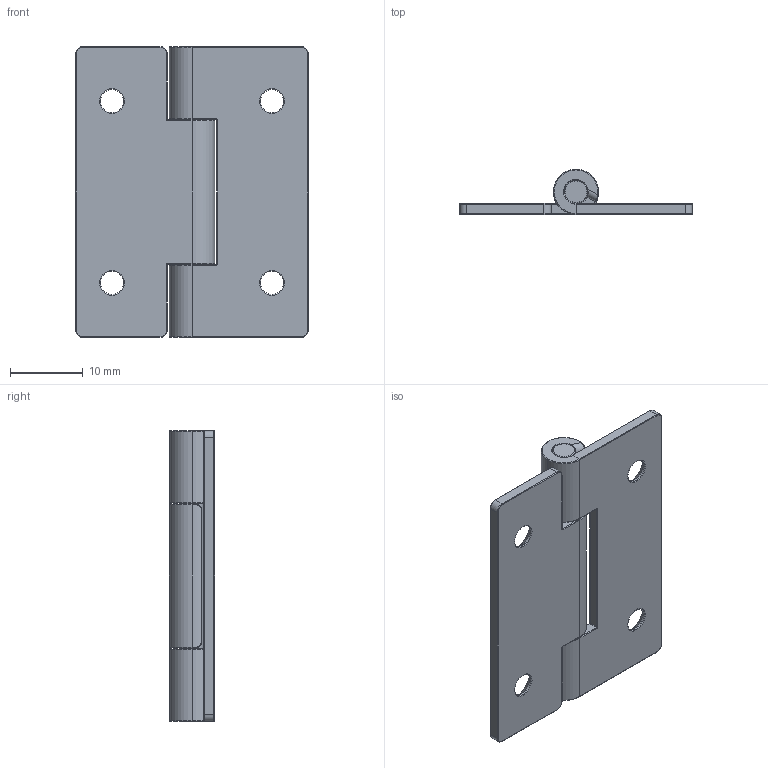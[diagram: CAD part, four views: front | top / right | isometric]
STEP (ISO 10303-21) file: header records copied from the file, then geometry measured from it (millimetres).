
FILE_DESCRIPTION (( 'STEP AP214' ), '1' );
FILE_NAME ('HGS-25332-1.STEP', '2021-03-23T08:23:57', ( '' ), ( '' ), 'SwSTEP 2.0', 'SolidWorks 2016', '' );
FILE_SCHEMA (( 'AUTOMOTIVE_DESIGN' ));
Length unit declared in the file: millimetre
Products named in the file (4): 綹?え(鼠); 綹?え(譫); HGS-25332-1; 脣誏
Assembly tree (3 placements, depth 2):
  HGS-25332-1
    綹?え(譫)
    綹?え(鼠)
    脣誏
Bounding box: 32 x 6.2 x 40 mm (x, y, z)
Volume: 2676.8 mm3; surface area: 4063.7 mm2
Topology: 3 solids, 3 shells, 200 faces, 447 edges, 253 vertices
Faces by surface type: cylinder 79, torus 75, plane 26, bspline 12, cone 8
Entity records: 6161 total; most frequent: CARTESIAN_POINT 1476, DIRECTION 1083, ORIENTED_EDGE 894, AXIS2_PLACEMENT_3D 472, EDGE_CURVE 447, CIRCLE 278, VERTEX_POINT 253, EDGE_LOOP 208
